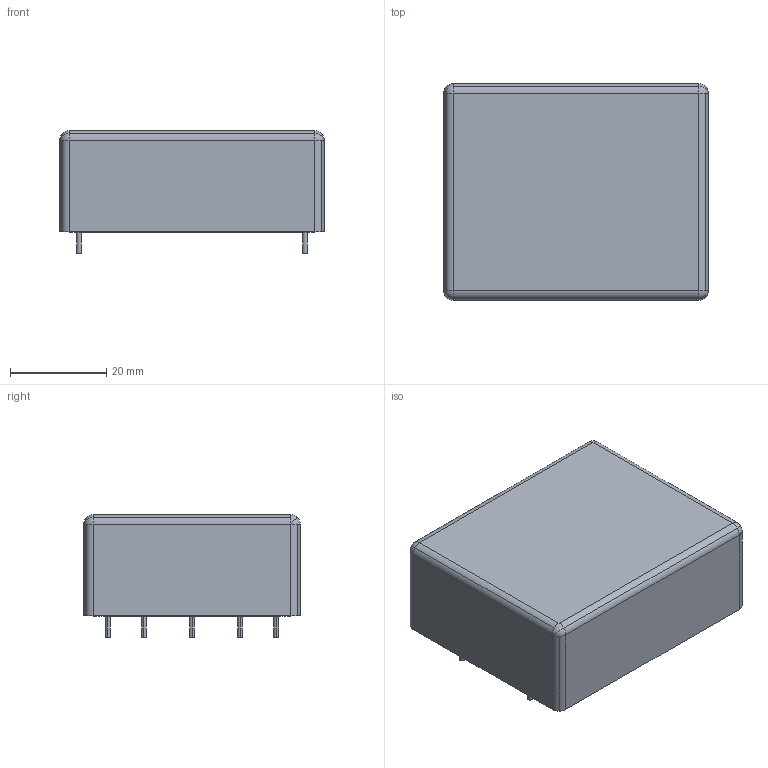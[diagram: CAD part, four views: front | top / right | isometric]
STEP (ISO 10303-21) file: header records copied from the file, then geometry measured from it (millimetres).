
FILE_DESCRIPTION(('STEP AP214'),'1');
FILE_NAME('VTX_15.stp','2017-02-20T00:06:22',(''),(''),'Spatial InterOp 3D',' ',' ');
FILE_SCHEMA(('automotive_design'));
Length unit declared in the file: inch
Products named in the file (8): Part_87; Part_377; Part_378; Part_624; Part_482; Part_622; Part_2352; 1
Bounding box: 55 x 45 x 25.5 mm (x, y, z)
Volume: 51963 mm3; surface area: 13172.2 mm2
Topology: 7 solids, 7 shells, 60 faces, 134 edges, 88 vertices
Faces by surface type: cylinder 30, plane 22, sphere 8
Entity records: 2346 total; most frequent: DIRECTION 330, CARTESIAN_POINT 266, ORIENTED_EDGE 236, AXIS2_PLACEMENT_3D 136, EDGE_CURVE 118, STYLED_ITEM 83, PRESENTATION_STYLE_ASSIGNMENT 83, COLOUR_RGB 83
